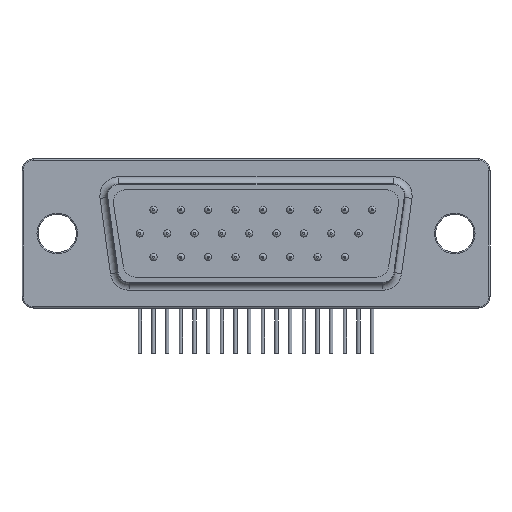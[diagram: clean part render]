
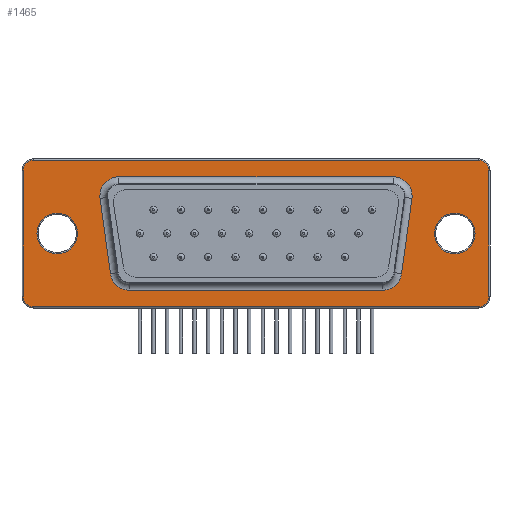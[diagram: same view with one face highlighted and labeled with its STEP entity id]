
A CAD part, front view. The second image highlights one B-rep face of the part: STEP entity #1465.
In plain terms, the highlighted planar face has unit normal (0, -1, 0).
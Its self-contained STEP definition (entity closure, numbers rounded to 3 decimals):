
#29=DIRECTION('',(0.,-1.,0.));
#30=DIRECTION('',(0.,0.,1.));
#45=DIRECTION('',(0.991,0.,-0.137));
#60=DIRECTION('',(0.,0.,-1.));
#66=VECTOR('',#67,1.);
#67=DIRECTION('',(1.,0.,0.));
#75=DIRECTION('',(-0.991,0.,-0.137));
#119=VECTOR('',#120,1.);
#120=DIRECTION('',(-1.,0.,0.));
#171=DIRECTION('',(0.,1.,0.));
#462=CARTESIAN_POINT('',(-2.89,-13.66,9.4));
#492=VECTOR('',#493,1.);
#493=DIRECTION('',(-0.137,0.,0.991));
#514=CARTESIAN_POINT('',(20.065,-13.66,9.4));
#532=CARTESIAN_POINT('',(-2.021,-13.66,3.1));
#545=VECTOR('',#546,1.);
#546=DIRECTION('',(-0.137,0.,-0.991));
#576=CARTESIAN_POINT('',(19.196,-13.66,3.1));
#828=VERTEX_POINT('',#829);
#829=CARTESIAN_POINT('',(-4.475,-13.66,9.181));
#837=VERTEX_POINT('',#838);
#838=CARTESIAN_POINT('',(-2.89,-13.66,11.));
#845=EDGE_CURVE('',#828,#837,#846,.T.);
#846=CIRCLE('',#847,1.6);
#847=AXIS2_PLACEMENT_3D('',#462,#171,#75);
#853=ORIENTED_EDGE('',*,*,#854,.T.);
#854=EDGE_CURVE('',#837,#855,#857,.T.);
#855=VERTEX_POINT('',#856);
#856=CARTESIAN_POINT('',(20.065,-13.66,11.));
#857=LINE('',#838,#66);
#870=VERTEX_POINT('',#871);
#871=CARTESIAN_POINT('',(-3.606,-13.66,2.881));
#875=ORIENTED_EDGE('',*,*,#876,.T.);
#876=EDGE_CURVE('',#870,#828,#877,.T.);
#877=LINE('',#871,#492);
#885=VERTEX_POINT('',#886);
#886=CARTESIAN_POINT('',(21.65,-13.66,9.181));
#891=EDGE_CURVE('',#855,#885,#892,.T.);
#892=CIRCLE('',#893,1.6);
#893=AXIS2_PLACEMENT_3D('',#514,#171,#30);
#901=VERTEX_POINT('',#902);
#902=CARTESIAN_POINT('',(-2.021,-13.66,1.5));
#907=EDGE_CURVE('',#901,#870,#908,.T.);
#908=CIRCLE('',#909,1.6);
#909=AXIS2_PLACEMENT_3D('',#532,#171,#60);
#915=ORIENTED_EDGE('',*,*,#916,.T.);
#916=EDGE_CURVE('',#885,#917,#919,.T.);
#917=VERTEX_POINT('',#918);
#918=CARTESIAN_POINT('',(20.781,-13.66,2.881));
#919=LINE('',#886,#545);
#933=VERTEX_POINT('',#934);
#934=CARTESIAN_POINT('',(19.196,-13.66,1.5));
#938=ORIENTED_EDGE('',*,*,#939,.T.);
#939=EDGE_CURVE('',#933,#901,#940,.T.);
#940=LINE('',#934,#119);
#947=EDGE_CURVE('',#917,#933,#948,.T.);
#948=CIRCLE('',#949,1.6);
#949=AXIS2_PLACEMENT_3D('',#576,#171,#45);
#1465=ADVANCED_FACE('',(#1466,#1472,#1524,#1533),#1542,.T.);
#1466=FACE_BOUND('',#1467,.T.);
#1467=EDGE_LOOP('',(#1468,#915,#1469,#938,#1470,#875,#1471,#853));
#1468=ORIENTED_EDGE('',*,*,#891,.T.);
#1469=ORIENTED_EDGE('',*,*,#947,.T.);
#1470=ORIENTED_EDGE('',*,*,#907,.T.);
#1471=ORIENTED_EDGE('',*,*,#845,.T.);
#1472=FACE_BOUND('',#1473,.T.);
#1473=EDGE_LOOP('',(#1474,#1483,#1489,#1496,#1501,#1508,#1514,#1521));
#1474=ORIENTED_EDGE('',*,*,#1475,.T.);
#1475=EDGE_CURVE('',#1476,#1478,#1480,.T.);
#1476=VERTEX_POINT('',#1477);
#1477=CARTESIAN_POINT('',(-10.013,-13.66,12.4));
#1478=VERTEX_POINT('',#1479);
#1479=CARTESIAN_POINT('',(-10.913,-13.66,11.5));
#1480=CIRCLE('',#1481,0.9);
#1481=AXIS2_PLACEMENT_3D('',#1482,#29,#30);
#1482=CARTESIAN_POINT('',(-10.013,-13.66,11.5));
#1483=ORIENTED_EDGE('',*,*,#1484,.T.);
#1484=EDGE_CURVE('',#1478,#1485,#1487,.T.);
#1485=VERTEX_POINT('',#1486);
#1486=CARTESIAN_POINT('',(-10.913,-13.66,1.));
#1487=LINE('',#1479,#1488);
#1488=VECTOR('',#60,1.);
#1489=ORIENTED_EDGE('',*,*,#1490,.T.);
#1490=EDGE_CURVE('',#1485,#1491,#1493,.T.);
#1491=VERTEX_POINT('',#1492);
#1492=CARTESIAN_POINT('',(-10.013,-13.66,0.1));
#1493=CIRCLE('',#1494,0.9);
#1494=AXIS2_PLACEMENT_3D('',#1495,#29,#120);
#1495=CARTESIAN_POINT('',(-10.013,-13.66,1.));
#1496=ORIENTED_EDGE('',*,*,#1497,.T.);
#1497=EDGE_CURVE('',#1491,#1498,#1500,.T.);
#1498=VERTEX_POINT('',#1499);
#1499=CARTESIAN_POINT('',(27.188,-13.66,0.1));
#1500=LINE('',#1492,#66);
#1501=ORIENTED_EDGE('',*,*,#1502,.T.);
#1502=EDGE_CURVE('',#1498,#1503,#1505,.T.);
#1503=VERTEX_POINT('',#1504);
#1504=CARTESIAN_POINT('',(28.088,-13.66,1.));
#1505=CIRCLE('',#1506,0.9);
#1506=AXIS2_PLACEMENT_3D('',#1507,#29,#60);
#1507=CARTESIAN_POINT('',(27.188,-13.66,1.));
#1508=ORIENTED_EDGE('',*,*,#1509,.T.);
#1509=EDGE_CURVE('',#1503,#1510,#1512,.T.);
#1510=VERTEX_POINT('',#1511);
#1511=CARTESIAN_POINT('',(28.088,-13.66,11.5));
#1512=LINE('',#1504,#1513);
#1513=VECTOR('',#30,1.);
#1514=ORIENTED_EDGE('',*,*,#1515,.T.);
#1515=EDGE_CURVE('',#1510,#1516,#1518,.T.);
#1516=VERTEX_POINT('',#1517);
#1517=CARTESIAN_POINT('',(27.188,-13.66,12.4));
#1518=CIRCLE('',#1519,0.9);
#1519=AXIS2_PLACEMENT_3D('',#1520,#29,#67);
#1520=CARTESIAN_POINT('',(27.188,-13.66,11.5));
#1521=ORIENTED_EDGE('',*,*,#1522,.T.);
#1522=EDGE_CURVE('',#1516,#1476,#1523,.T.);
#1523=LINE('',#1517,#119);
#1524=FACE_BOUND('',#1525,.T.);
#1525=EDGE_LOOP('',(#1526));
#1526=ORIENTED_EDGE('',*,*,#1527,.F.);
#1527=EDGE_CURVE('',#1528,#1528,#1530,.T.);
#1528=VERTEX_POINT('',#1529);
#1529=CARTESIAN_POINT('',(26.938,-13.66,6.25));
#1530=CIRCLE('',#1531,1.7);
#1531=AXIS2_PLACEMENT_3D('',#1532,#29,#67);
#1532=CARTESIAN_POINT('',(25.238,-13.66,6.25));
#1533=FACE_BOUND('',#1534,.T.);
#1534=EDGE_LOOP('',(#1535));
#1535=ORIENTED_EDGE('',*,*,#1536,.F.);
#1536=EDGE_CURVE('',#1537,#1537,#1539,.T.);
#1537=VERTEX_POINT('',#1538);
#1538=CARTESIAN_POINT('',(-6.363,-13.66,6.25));
#1539=CIRCLE('',#1540,1.7);
#1540=AXIS2_PLACEMENT_3D('',#1541,#29,#67);
#1541=CARTESIAN_POINT('',(-8.063,-13.66,6.25));
#1542=PLANE('',#1543);
#1543=AXIS2_PLACEMENT_3D('',#1544,#29,#67);
#1544=CARTESIAN_POINT('',(8.588,-13.66,6.25));
